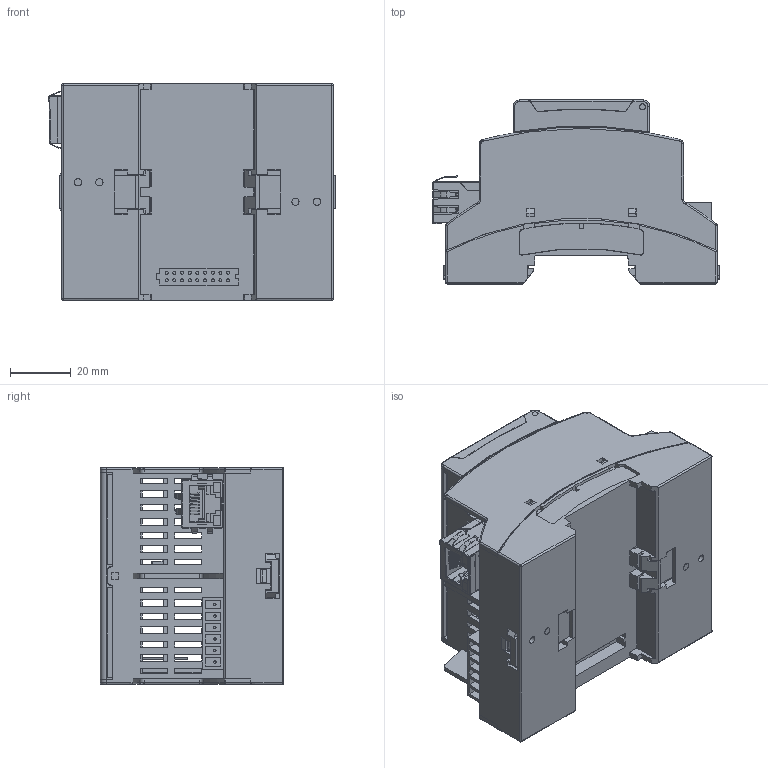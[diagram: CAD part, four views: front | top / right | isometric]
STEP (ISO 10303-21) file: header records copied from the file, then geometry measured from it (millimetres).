
FILE_DESCRIPTION(('HOOPS Exchange Step'),'2;1');
FILE_NAME('БЛОК L-VIMS NPS.STP','2021-04-23T15:16:13+03:00',('izmailova'),('None'),'HOOPS Exchange 2018.2','SOLIDWORKS MBD','None');
FILE_SCHEMA( ('AP242_MANAGED_MODEL_BASED_3D_ENGINEERING_MIM_LF {1 0 10303 442 1 1 4 }') );
Length unit declared in the file: millimetre
Products named in the file (18): Крышка L-ViMS  NPS-2; Fussriegel_14.4_L30_Sperr_H.Select__00370451.stp-1; BC_71.6_GEH-UT_HBUS_H.Select__00377778.stp-1; pxc_2896267_03_BC-71-6-UT-HBUS-BK_3D.stp-1; Светодиод L-3VEGW(Red-Green)-1; PVI-101v1-1; Кнопка тактовая TD-03XF-1; Модуль VI-101-1; BC...OT_U22_PCB_vertikal_H.Select.stp-1; BC_71.6_GEH-OT_U22_H.Select.stp-1; pxc_2896063_03_BC-53-6-OT-U22-KMGY_3D.stp-1; pxc_2896063_03_BC-53-6-OT-U22-KMGY_3D-1; PVI-301v1-1; Разъем 15EDGRC-3.81-03P-14-3; Трансф. 7499111446-1; Разъем 15EDGRC-3.81-06P-14-1; Модуль VI-301-1; По умолчанию
Assembly tree (23 placements, depth 4):
  По умолчанию
    Крышка L-ViMS  NPS-2
    pxc_2896267_03_BC-71-6-UT-HBUS-BK_3D.stp-1
      Fussriegel_14.4_L30_Sperr_H.Select__00370451.stp-1  x2
      BC_71.6_GEH-UT_HBUS_H.Select__00377778.stp-1
    Модуль VI-101-1
      Светодиод L-3VEGW(Red-Green)-1  x3
      PVI-101v1-1
      Кнопка тактовая TD-03XF-1
    pxc_2896063_03_BC-53-6-OT-U22-KMGY_3D-1
      pxc_2896063_03_BC-53-6-OT-U22-KMGY_3D.stp-1
        BC...OT_U22_PCB_vertikal_H.Select.stp-1
        BC_71.6_GEH-OT_U22_H.Select.stp-1
    Модуль VI-301-1
      PVI-301v1-1
      Разъем 15EDGRC-3.81-03P-14-3  x4
      Трансф. 7499111446-1
      Разъем 15EDGRC-3.81-06P-14-1
Bounding box: 94.57 x 60.7 x 71.6 mm (x, y, z)
Volume: 74213.7 mm3; surface area: 101951.4 mm2
Topology: 26 solids, 26 shells, 3163 faces, 8805 edges, 5754 vertices
Faces by surface type: plane 2519, cylinder 488, bspline 90, cone 28, torus 23, sphere 15
Full cylindrical faces by diameter (mm): 0.5 x9, 0.8 x36, 0.9 x9, 1 x6, 3 x3, 3.2 x3, 3.25 x2, 3.5 x1
Entity records: 98772 total; most frequent: CARTESIAN_POINT 21840, ORIENTED_EDGE 16476, DIRECTION 14770, EDGE_CURVE 8238, VECTOR 6980, LINE 6980, VERTEX_POINT 5385, AXIS2_PLACEMENT_3D 3895
